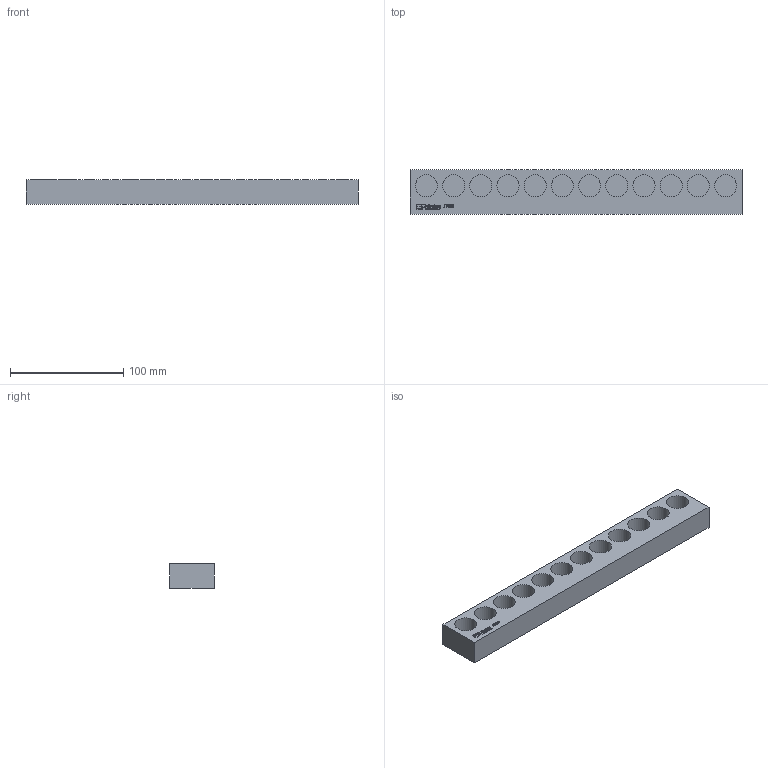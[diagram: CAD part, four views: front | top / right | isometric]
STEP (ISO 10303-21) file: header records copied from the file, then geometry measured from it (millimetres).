
FILE_DESCRIPTION( ( 'Unknown' ), '1' );
FILE_NAME( '712120000-C.stp', 'Unknown', ( 'Unknown' ), ( 'Unknown' ), 'PSStep 15.0.49', 'Unknown', ' ' );
FILE_SCHEMA( ( 'AUTOMOTIVE_DESIGN { 1 0 10303 214 1 1 1 1 }' ) );
Length unit declared in the file: millimetre
Products named in the file (1): 1
Bounding box: 293 x 39 x 22 mm (x, y, z)
Volume: 186882.4 mm3; surface area: 50713.6 mm2
Topology: 1 solids, 1 shells, 142 faces, 336 edges, 224 vertices
Faces by surface type: plane 102, extrusion 28, cylinder 12
Full cylindrical faces by diameter (mm): 19.5 x12
Entity records: 6737 total; most frequent: CARTESIAN_POINT 2432, ORIENTED_EDGE 644, DIRECTION 548, EDGE_CURVE 322, VECTOR 270, LINE 242, VERTEX_POINT 224, EDGE_LOOP 184
